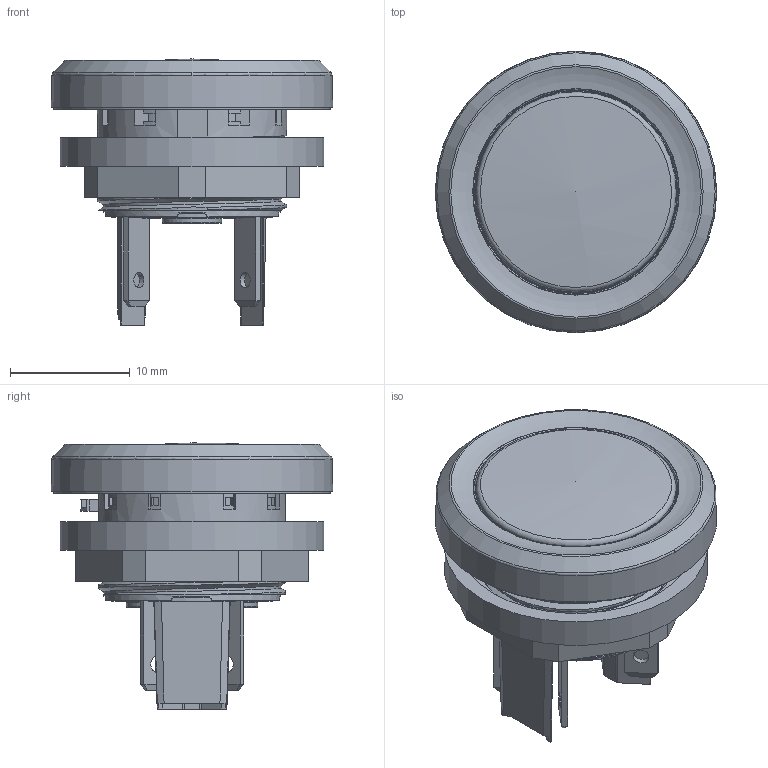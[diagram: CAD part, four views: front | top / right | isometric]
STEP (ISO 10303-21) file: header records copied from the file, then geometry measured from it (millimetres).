
FILE_DESCRIPTION(/* description */ (''),/* implementation_level */ '2;1');
FILE_NAME(/* name */ '10055503.stp',/* time_stamp */ '2020-11-12T14:08:34+01:00',/* author */ ('thagel'),/* organization */ (''),/* preprocessor_version */ 'ST-DEVELOPER v17.2',/* originating_system */ 'Autodesk Inventor 2019',/* authorisation */ '');
FILE_SCHEMA (('AUTOMOTIVE_DESIGN { 1 0 10303 214 3 1 1 }'));
Length unit declared in the file: millimetre
Products named in the file (1): YTLI
Bounding box: 23.5 x 23.5 x 22.22 mm (x, y, z)
Volume: 3962.6 mm3; surface area: 3229.5 mm2
Topology: 1 solids, 6 shells, 1172 faces, 3276 edges, 2169 vertices
Faces by surface type: plane 875, cylinder 154, bspline 67, torus 40, cone 33, sphere 3
Full cylindrical faces by diameter (mm): 1.3 x4, 14.8 x1, 16.5 x1, 16.7 x1, 17 x1, 19.5 x1, 22 x1, 23.1 x1
Entity records: 42171 total; most frequent: CARTESIAN_POINT 12058, ORIENTED_EDGE 6548, DIRECTION 5840, EDGE_CURVE 3274, LINE 2482, VECTOR 2482, VERTEX_POINT 2169, AXIS2_PLACEMENT_3D 1679
